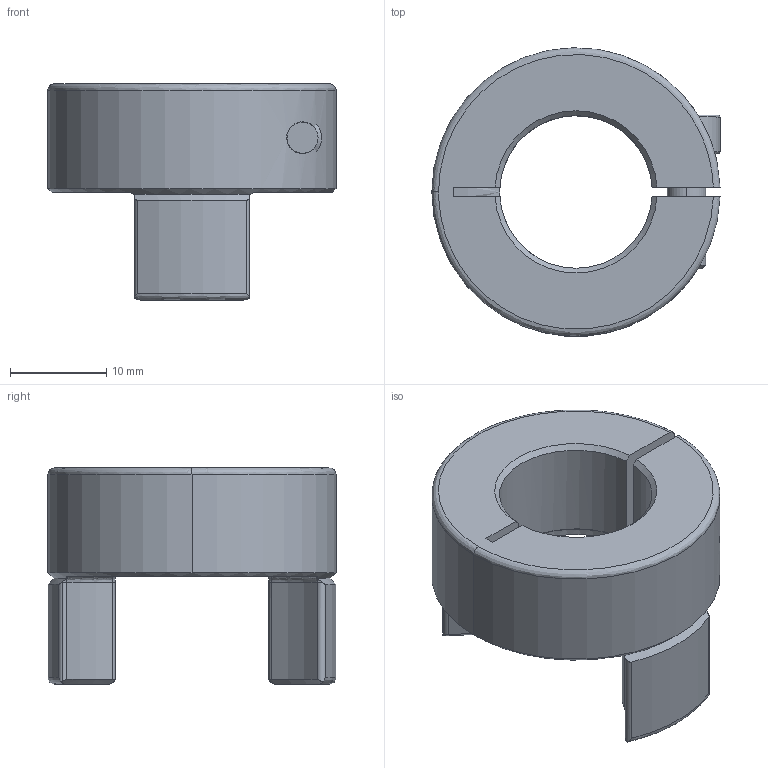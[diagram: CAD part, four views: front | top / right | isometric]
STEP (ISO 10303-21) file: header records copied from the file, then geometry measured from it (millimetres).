
FILE_DESCRIPTION (( 'STEP AP203' ), '1' );
FILE_NAME ('SJCA-30C-15.875.step', '2021-04-15T12:45:36', ( '' ), ( '' ), 'SwSTEP 2.0', 'SolidWorks 2021', '' );
FILE_SCHEMA (( 'CONFIG_CONTROL_DESIGN' ));
Length unit declared in the file: inch
Products named in the file (1): SJCA-30C-15.875
Bounding box: 30 x 30 x 22.5 mm (x, y, z)
Volume: 6676.9 mm3; surface area: 3892.3 mm2
Topology: 2 solids, 2 shells, 105 faces, 264 edges, 164 vertices
Faces by surface type: cylinder 38, plane 26, bspline 24, cone 17
Entity records: 4205 total; most frequent: CARTESIAN_POINT 1827, ORIENTED_EDGE 524, DIRECTION 426, EDGE_CURVE 262, AXIS2_PLACEMENT_3D 171, VERTEX_POINT 164, EDGE_LOOP 112, FACE_OUTER_BOUND 105
